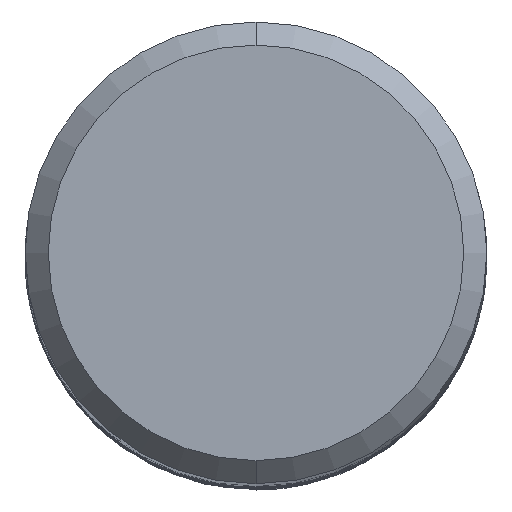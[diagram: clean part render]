
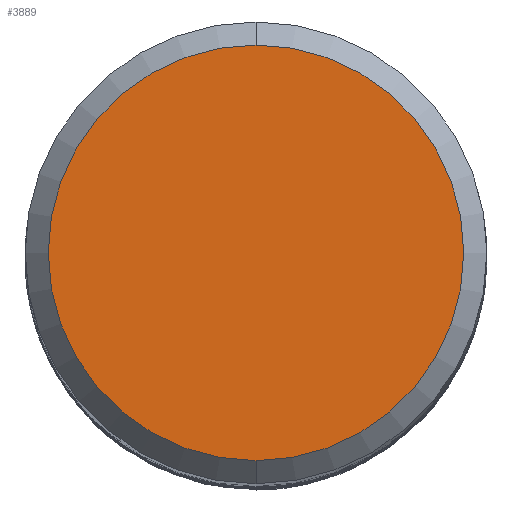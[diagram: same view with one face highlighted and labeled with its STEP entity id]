
A CAD part, top view. The second image highlights one B-rep face of the part: STEP entity #3889.
In plain terms, the highlighted planar face has unit normal (0, 0, 1).
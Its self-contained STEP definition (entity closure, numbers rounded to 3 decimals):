
#1427=VERTEX_POINT('',#4145);
#2087=EDGE_CURVE('',#1427,#3969,#4867,.T.);
#2655=EDGE_CURVE('',#3969,#1427,#5475,.T.);
#3889=ADVANCED_FACE('',(#6812),#6813,.T.);
#3969=VERTEX_POINT('',#6904);
#4145=CARTESIAN_POINT('',(0.,-7.2,0.0));
#4867=CIRCLE('',#17907,7.2);
#5475=CIRCLE('',#26579,7.2);
#6812=FACE_OUTER_BOUND('',#47640,.T.);
#6813=PLANE('',#47641);
#6904=CARTESIAN_POINT('',(0.0,7.2,0.0));
#17907=AXIS2_PLACEMENT_3D('',#51964,#51965,#51966);
#26579=AXIS2_PLACEMENT_3D('',#52558,#52559,#52560);
#47640=EDGE_LOOP('',(#53860,#53861));
#47641=AXIS2_PLACEMENT_3D('',#53862,#53863,#53864);
#51964=CARTESIAN_POINT('',(0.0,0.0,0.0));
#51965=DIRECTION('',(0.0,0.0,-1.0));
#51966=DIRECTION('',(0.0,1.0,0.0));
#52558=CARTESIAN_POINT('',(0.0,0.0,0.0));
#52559=DIRECTION('',(0.0,0.0,-1.0));
#52560=DIRECTION('',(0.0,1.0,0.0));
#53860=ORIENTED_EDGE('',*,*,#2655,.F.);
#53861=ORIENTED_EDGE('',*,*,#2087,.F.);
#53862=CARTESIAN_POINT('',(0.0,3.6,0.0));
#53863=DIRECTION('',(-0.0,0.0,1.0));
#53864=DIRECTION('',(0.0,-1.0,0.0));
